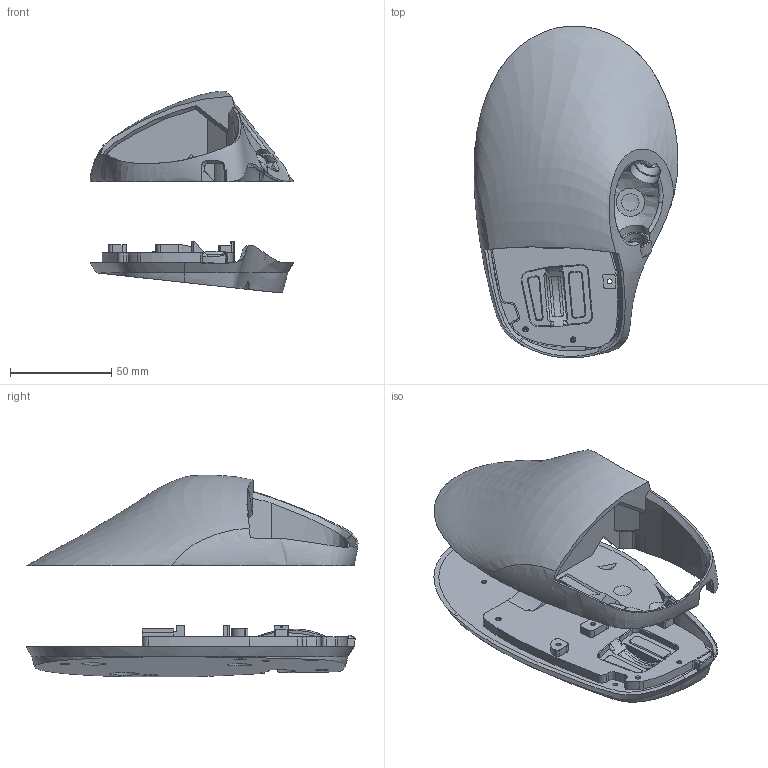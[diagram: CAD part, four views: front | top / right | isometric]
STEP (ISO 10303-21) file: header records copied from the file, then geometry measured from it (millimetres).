
FILE_DESCRIPTION(/* description */ (''),/* implementation_level */ '2;1');
FILE_NAME(/* name */ 'ThumbBodyParts-BTU v12.step',/* time_stamp */ '2024-08-15T08:59:41+01:00',/* author */ (''),/* organization */ (''),/* preprocessor_version */ 'ST-DEVELOPER v20',/* originating_system */ 'Autodesk Translation Framework v13.14.0.145',/* authorisation */ '');
FILE_SCHEMA (('AUTOMOTIVE_DESIGN { 1 0 10303 214 3 1 1 }'));
Products named in the file (3): ThumbBodyParts-BTU; BTU; btusleeve
Assembly tree (2 placements, depth 2):
  ThumbBodyParts-BTU
    BTU
    btusleeve
Bounding box: 100.72 x 163.97 x 99.74 mm (x, y, z)
Volume: 281455.8 mm3; surface area: 69116 mm2
Topology: 5 solids, 5 shells, 420 faces, 1159 edges, 752 vertices
Faces by surface type: plane 176, cylinder 99, bspline 84, cone 48, torus 9, sphere 4
Full cylindrical faces by diameter (mm): 1.9 x7, 2 x1, 2.5 x7, 5 x4, 7.26 x1, 7.75 x1, 8.8 x1, 11.5 x1, 13 x2, 14 x1, 14.15 x1, 15 x2
Entity records: 42042 total; most frequent: CARTESIAN_POINT 31800, ORIENTED_EDGE 2296, DIRECTION 1859, EDGE_CURVE 1148, VERTEX_POINT 752, AXIS2_PLACEMENT_3D 669, LINE 521, VECTOR 521
